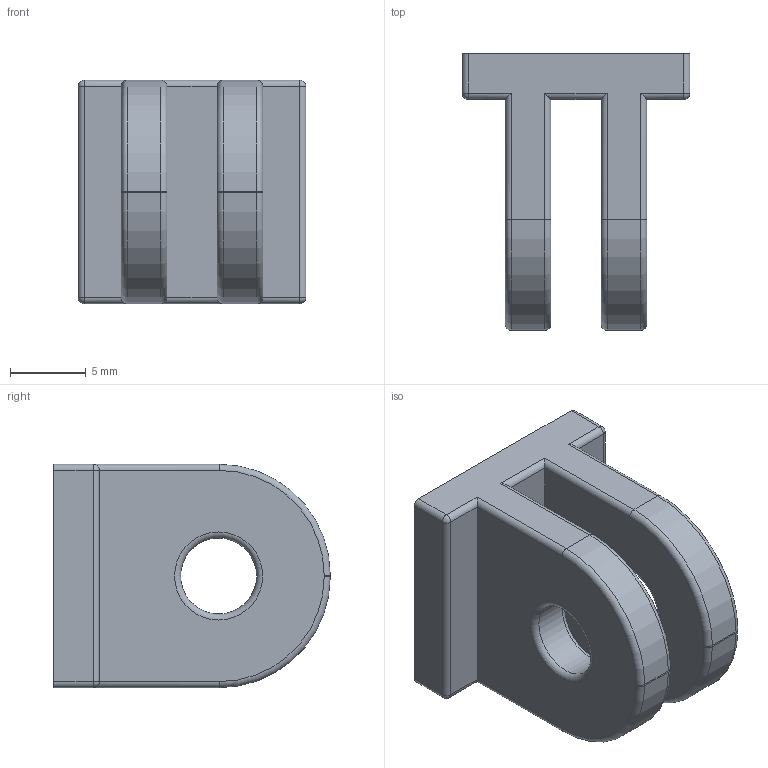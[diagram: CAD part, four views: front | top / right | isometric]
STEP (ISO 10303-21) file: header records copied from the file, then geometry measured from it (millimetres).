
FILE_DESCRIPTION(('FreeCAD Model'),'2;1');
FILE_NAME('go_pro_double_mount.step','2019-04-20T09:44:10',('Anool'),('Wyolum'), 'Open CASCADE STEP processor 7.3','FreeCAD','Unknown');
FILE_SCHEMA(('AUTOMOTIVE_DESIGN { 1 0 10303 214 1 1 1 1 }'));
Length unit declared in the file: millimetre
Products named in the file (1): Body
Bounding box: 15 x 18.2 x 14.7 mm (x, y, z)
Volume: 1737.5 mm3; surface area: 1534.4 mm2
Topology: 1 solids, 1 shells, 60 faces, 138 edges, 76 vertices
Faces by surface type: cylinder 30, plane 14, torus 12, sphere 4
Full cylindrical faces by diameter (mm): 5 x2
Entity records: 1675 total; most frequent: DIRECTION 324, CARTESIAN_POINT 271, ORIENTED_EDGE 268, EDGE_CURVE 134, AXIS2_PLACEMENT_3D 129, VERTEX_POINT 76, LINE 66, VECTOR 66
